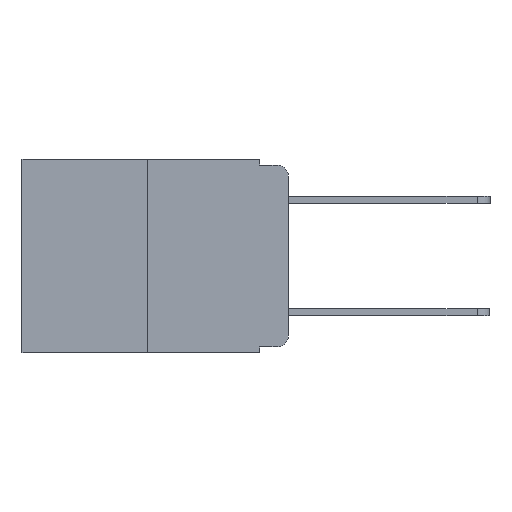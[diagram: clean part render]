
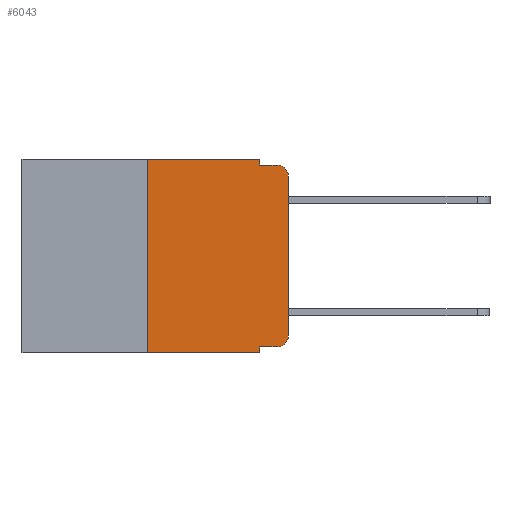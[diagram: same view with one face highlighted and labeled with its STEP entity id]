
A CAD part, left-side view. The second image highlights one B-rep face of the part: STEP entity #6043.
In plain terms, the highlighted planar face has unit normal (-1, 0, 0).
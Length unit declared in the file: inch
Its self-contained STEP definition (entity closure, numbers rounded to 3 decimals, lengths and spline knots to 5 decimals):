
#76 = CARTESIAN_POINT ( 'NONE',  ( 0., 0.051, -0.333 ) ) ;
#238 = VERTEX_POINT ( 'NONE', #9502 ) ;
#862 = EDGE_CURVE ( 'NONE', #17198, #5182, #5214, .T. ) ;
#1068 = ORIENTED_EDGE ( 'NONE', *, *, #10660, .T. ) ;
#1390 = CARTESIAN_POINT ( 'NONE',  ( 0., 0.473, 0. ) ) ;
#1560 = EDGE_CURVE ( 'NONE', #5182, #2234, #9101, .T. ) ;
#1775 = VERTEX_POINT ( 'NONE', #14921 ) ;
#1872 = CARTESIAN_POINT ( 'NONE',  ( 0., 0.02, -0.01 ) ) ;
#2010 = VERTEX_POINT ( 'NONE', #6490 ) ;
#2174 = VECTOR ( 'NONE', #4367, 39.37008 ) ;
#2205 = VERTEX_POINT ( 'NONE', #15720 ) ;
#2234 = VERTEX_POINT ( 'NONE', #3839 ) ;
#2573 = VECTOR ( 'NONE', #15410, 39.37008 ) ;
#2617 = DIRECTION ( 'NONE',  ( 0., 0., 1. ) ) ;
#2824 = ORIENTED_EDGE ( 'NONE', *, *, #10879, .F. ) ;
#3040 = CARTESIAN_POINT ( 'NONE',  ( 0., 0.02, -0.03 ) ) ;
#3617 = EDGE_CURVE ( 'NONE', #16336, #4398, #15907, .T. ) ;
#3839 = CARTESIAN_POINT ( 'NONE',  ( 0., 0.051, 0. ) ) ;
#4367 = DIRECTION ( 'NONE',  ( 0., 0., -1. ) ) ;
#4398 = VERTEX_POINT ( 'NONE', #6056 ) ;
#4426 = VECTOR ( 'NONE', #13641, 39.37008 ) ;
#4559 = DIRECTION ( 'NONE',  ( 0., 0., 1. ) ) ;
#4700 = DIRECTION ( 'NONE',  ( 0., 0., -1. ) ) ;
#4706 = LINE ( 'NONE', #17238, #12326 ) ;
#4711 = CARTESIAN_POINT ( 'NONE',  ( 0., 0.02, -0.313 ) ) ;
#5182 = VERTEX_POINT ( 'NONE', #13153 ) ;
#5214 = LINE ( 'NONE', #11566, #9820 ) ;
#6043 = ADVANCED_FACE ( 'NONE', ( #16258 ), #15237, .F. ) ;
#6056 = CARTESIAN_POINT ( 'NONE',  ( 0., 0.02, -0.333 ) ) ;
#6213 = VERTEX_POINT ( 'NONE', #1872 ) ;
#6338 = DIRECTION ( 'NONE',  ( 0., 0., -1. ) ) ;
#6349 = DIRECTION ( 'NONE',  ( 1., 0., 0. ) ) ;
#6490 = CARTESIAN_POINT ( 'NONE',  ( 0., 0., -0.03 ) ) ;
#7801 = EDGE_CURVE ( 'NONE', #2234, #1775, #13067, .T. ) ;
#8426 = EDGE_CURVE ( 'NONE', #4398, #238, #18886, .T. ) ;
#9006 = ORIENTED_EDGE ( 'NONE', *, *, #7801, .F. ) ;
#9101 = LINE ( 'NONE', #14254, #4426 ) ;
#9502 = CARTESIAN_POINT ( 'NONE',  ( 0., 0., -0.313 ) ) ;
#9787 = ORIENTED_EDGE ( 'NONE', *, *, #1560, .F. ) ;
#9820 = VECTOR ( 'NONE', #2617, 39.37008 ) ;
#10503 = ORIENTED_EDGE ( 'NONE', *, *, #3617, .T. ) ;
#10660 = EDGE_CURVE ( 'NONE', #17198, #2205, #4706, .T. ) ;
#10879 = EDGE_CURVE ( 'NONE', #1775, #6213, #13448, .T. ) ;
#10934 = LINE ( 'NONE', #19717, #2573 ) ;
#11563 = ORIENTED_EDGE ( 'NONE', *, *, #13891, .T. ) ;
#11566 = CARTESIAN_POINT ( 'NONE',  ( 0., 0.25, 0. ) ) ;
#11591 = ORIENTED_EDGE ( 'NONE', *, *, #17401, .T. ) ;
#11767 = CIRCLE ( 'NONE', #17949, 0.02 ) ;
#12326 = VECTOR ( 'NONE', #18659, 39.37008 ) ;
#12395 = ORIENTED_EDGE ( 'NONE', *, *, #15785, .F. ) ;
#12422 = VECTOR ( 'NONE', #4559, 39.37008 ) ;
#12999 = VECTOR ( 'NONE', #19164, 39.37008 ) ;
#13067 = LINE ( 'NONE', #13452, #2174 ) ;
#13153 = CARTESIAN_POINT ( 'NONE',  ( 0., 0.25, 0. ) ) ;
#13448 = LINE ( 'NONE', #19099, #12999 ) ;
#13452 = CARTESIAN_POINT ( 'NONE',  ( 0., 0.051, 0. ) ) ;
#13641 = DIRECTION ( 'NONE',  ( 0., -1., 0. ) ) ;
#13744 = DIRECTION ( 'NONE',  ( -1., 0., 0. ) ) ;
#13891 = EDGE_CURVE ( 'NONE', #238, #2010, #19628, .T. ) ;
#14028 = AXIS2_PLACEMENT_3D ( 'NONE', #1390, #6349, #16664 ) ;
#14254 = CARTESIAN_POINT ( 'NONE',  ( 0., 0.473, 0. ) ) ;
#14492 = ORIENTED_EDGE ( 'NONE', *, *, #8426, .T. ) ;
#14921 = CARTESIAN_POINT ( 'NONE',  ( 0., 0.051, -0.01 ) ) ;
#15045 = AXIS2_PLACEMENT_3D ( 'NONE', #4711, #15226, #6338 ) ;
#15226 = DIRECTION ( 'NONE',  ( -1., 0., 0. ) ) ;
#15237 = PLANE ( 'NONE',  #14028 ) ;
#15410 = DIRECTION ( 'NONE',  ( 0., 0., -1. ) ) ;
#15720 = CARTESIAN_POINT ( 'NONE',  ( 0., 0.051, -0.343 ) ) ;
#15785 = EDGE_CURVE ( 'NONE', #16336, #2205, #10934, .T. ) ;
#15907 = LINE ( 'NONE', #16169, #19270 ) ;
#16169 = CARTESIAN_POINT ( 'NONE',  ( 0., 0.051, -0.333 ) ) ;
#16258 = FACE_OUTER_BOUND ( 'NONE', #16933, .T. ) ;
#16336 = VERTEX_POINT ( 'NONE', #76 ) ;
#16664 = DIRECTION ( 'NONE',  ( 0., 0., -1. ) ) ;
#16933 = EDGE_LOOP ( 'NONE', ( #11563, #11591, #2824, #9006, #9787, #16967, #1068, #12395, #10503, #14492 ) ) ;
#16967 = ORIENTED_EDGE ( 'NONE', *, *, #862, .F. ) ;
#17198 = VERTEX_POINT ( 'NONE', #17585 ) ;
#17238 = CARTESIAN_POINT ( 'NONE',  ( 0., 0.473, -0.343 ) ) ;
#17401 = EDGE_CURVE ( 'NONE', #2010, #6213, #11767, .T. ) ;
#17585 = CARTESIAN_POINT ( 'NONE',  ( 0., 0.25, -0.343 ) ) ;
#17611 = DIRECTION ( 'NONE',  ( 0., -1., 0. ) ) ;
#17949 = AXIS2_PLACEMENT_3D ( 'NONE', #3040, #13744, #4700 ) ;
#17961 = CARTESIAN_POINT ( 'NONE',  ( 0., 0., 0. ) ) ;
#18659 = DIRECTION ( 'NONE',  ( 0., -1., 0. ) ) ;
#18886 = CIRCLE ( 'NONE', #15045, 0.02 ) ;
#19099 = CARTESIAN_POINT ( 'NONE',  ( 0., 0.051, -0.01 ) ) ;
#19164 = DIRECTION ( 'NONE',  ( 0., -1., 0. ) ) ;
#19270 = VECTOR ( 'NONE', #17611, 39.37008 ) ;
#19628 = LINE ( 'NONE', #17961, #12422 ) ;
#19717 = CARTESIAN_POINT ( 'NONE',  ( 0., 0.051, 0. ) ) ;
